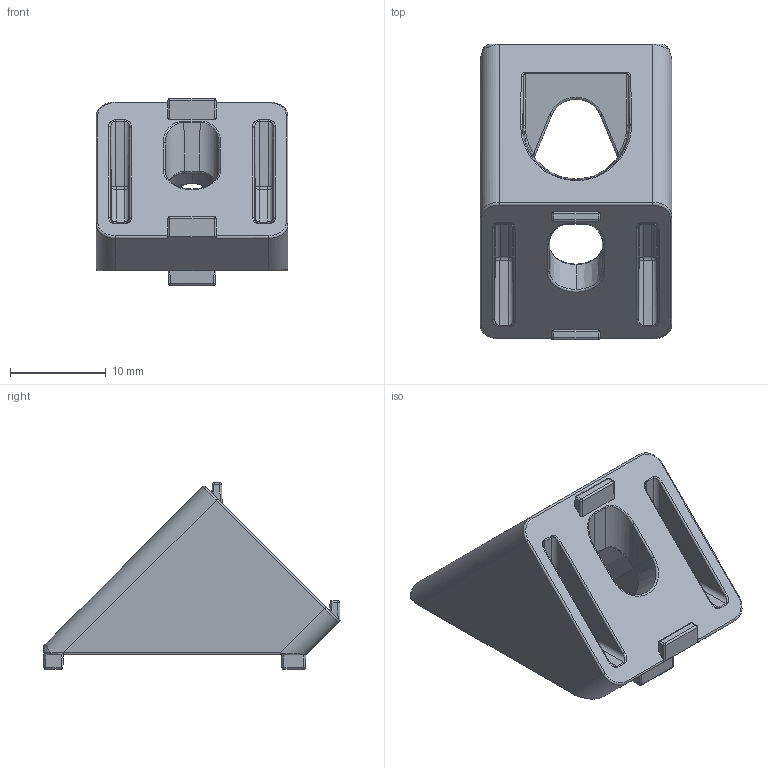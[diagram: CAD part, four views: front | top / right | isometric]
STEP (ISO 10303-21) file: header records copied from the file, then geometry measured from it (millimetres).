
FILE_DESCRIPTION (( 'STEP AP214' ), '1' );
FILE_NAME ('FIXE05E1478-Equerre de renfort 5 20 45° -avec fixation.step', '2023-03-24T09:56:14', ( 'Altae' ), ( '' ), 'SwSTEP 2.0', 'SolidWorks 2021', '' );
FILE_SCHEMA (( 'AUTOMOTIVE_DESIGN' ));
Length unit declared in the file: millimetre
Products named in the file (1): FIXE05E1478-Equerre de renfort 5 20 45° -avec fixation
Bounding box: 20 x 30.86 x 19.45 mm (x, y, z)
Volume: 3861.2 mm3; surface area: 2660.7 mm2
Topology: 1 solids, 1 shells, 224 faces, 517 edges, 289 vertices
Faces by surface type: cylinder 96, plane 47, bspline 36, sphere 24, torus 13, cone 8
Entity records: 10249 total; most frequent: CARTESIAN_POINT 3077, ORIENTED_EDGE 1010, DIRECTION 937, EDGE_CURVE 505, AXIS2_PLACEMENT_3D 359, VERTEX_POINT 285, EDGE_LOOP 230, UNCERTAINTY_MEASURE_WITH_UNIT 227
